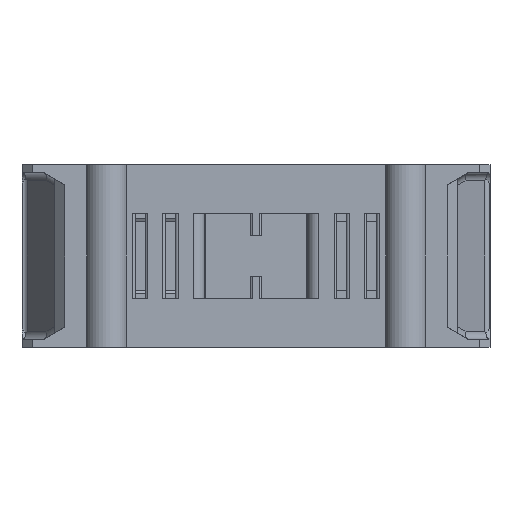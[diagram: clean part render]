
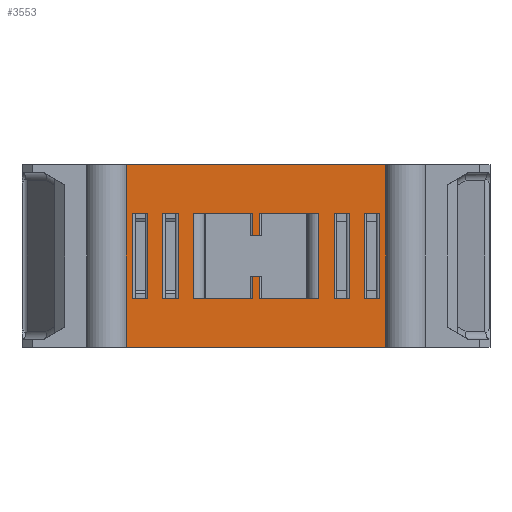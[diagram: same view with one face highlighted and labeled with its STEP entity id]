
A CAD part, front view. The second image highlights one B-rep face of the part: STEP entity #3553.
In plain terms, the highlighted planar face has unit normal (0, -1, 0).
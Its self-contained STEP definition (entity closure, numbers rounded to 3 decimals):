
#398=FACE_BOUND('',#5395,.T.);
#399=FACE_BOUND('',#5396,.T.);
#400=FACE_BOUND('',#5397,.T.);
#401=FACE_BOUND('',#5398,.T.);
#402=FACE_BOUND('',#5399,.T.);
#403=FACE_BOUND('',#5400,.T.);
#752=LINE('',#18901,#2211);
#875=LINE('',#19265,#2334);
#892=LINE('',#19316,#2351);
#915=LINE('',#19379,#2374);
#938=LINE('',#19443,#2398);
#939=LINE('',#19446,#2399);
#940=LINE('',#19447,#2400);
#941=LINE('',#19448,#2401);
#942=LINE('',#19451,#2402);
#943=LINE('',#19453,#2403);
#944=LINE('',#19455,#2404);
#945=LINE('',#19456,#2405);
#946=LINE('',#19459,#2406);
#947=LINE('',#19460,#2407);
#948=LINE('',#19461,#2408);
#949=LINE('',#19464,#2409);
#950=LINE('',#19466,#2410);
#951=LINE('',#19468,#2411);
#952=LINE('',#19470,#2412);
#953=LINE('',#19472,#2413);
#954=LINE('',#19473,#2414);
#955=LINE('',#19475,#2415);
#956=LINE('',#19477,#2416);
#957=LINE('',#19479,#2417);
#958=LINE('',#19481,#2418);
#959=LINE('',#19482,#2419);
#960=LINE('',#19485,#2420);
#961=LINE('',#19487,#2421);
#962=LINE('',#19489,#2422);
#963=LINE('',#19490,#2423);
#964=LINE('',#19492,#2424);
#965=LINE('',#19494,#2425);
#2211=VECTOR('',#14992,1.);
#2334=VECTOR('',#15253,1.);
#2351=VECTOR('',#15292,1.);
#2374=VECTOR('',#15339,1.);
#2398=VECTOR('',#15379,1.);
#2399=VECTOR('',#15380,1.);
#2400=VECTOR('',#15381,1.);
#2401=VECTOR('',#15382,1.);
#2402=VECTOR('',#15383,1.);
#2403=VECTOR('',#15384,1.);
#2404=VECTOR('',#15385,1.);
#2405=VECTOR('',#15386,1.);
#2406=VECTOR('',#15387,1.);
#2407=VECTOR('',#15388,1.);
#2408=VECTOR('',#15389,1.);
#2409=VECTOR('',#15390,1.);
#2410=VECTOR('',#15391,1.);
#2411=VECTOR('',#15392,1.);
#2412=VECTOR('',#15393,1.);
#2413=VECTOR('',#15394,1.);
#2414=VECTOR('',#15395,1.);
#2415=VECTOR('',#15396,1.);
#2416=VECTOR('',#15397,1.);
#2417=VECTOR('',#15398,1.);
#2418=VECTOR('',#15399,1.);
#2419=VECTOR('',#15400,1.);
#2420=VECTOR('',#15401,1.);
#2421=VECTOR('',#15402,1.);
#2422=VECTOR('',#15403,1.);
#2423=VECTOR('',#15404,1.);
#2424=VECTOR('',#15405,1.);
#2425=VECTOR('',#15406,1.);
#3553=ADVANCED_FACE('',(#398,#399,#400,#401,#402,#403),#4251,.T.);
#4251=PLANE('',#13666);
#5395=EDGE_LOOP('',(#6612,#6613,#6614,#6615));
#5396=EDGE_LOOP('',(#6616,#6617,#6618,#6619));
#5397=EDGE_LOOP('',(#6620,#6621,#6622,#6623));
#5398=EDGE_LOOP('',(#6624,#6625,#6626,#6627,#6628,#6629,#6630,#6631,#6632,
#6633,#6634,#6635));
#5399=EDGE_LOOP('',(#6636,#6637,#6638,#6639));
#5400=EDGE_LOOP('',(#6640,#6641,#6642,#6643));
#6612=ORIENTED_EDGE('',*,*,#11723,.F.);
#6613=ORIENTED_EDGE('',*,*,#11724,.F.);
#6614=ORIENTED_EDGE('',*,*,#11455,.T.);
#6615=ORIENTED_EDGE('',*,*,#11725,.F.);
#6616=ORIENTED_EDGE('',*,*,#11726,.T.);
#6617=ORIENTED_EDGE('',*,*,#11727,.T.);
#6618=ORIENTED_EDGE('',*,*,#11728,.F.);
#6619=ORIENTED_EDGE('',*,*,#11729,.T.);
#6620=ORIENTED_EDGE('',*,*,#11730,.T.);
#6621=ORIENTED_EDGE('',*,*,#11731,.T.);
#6622=ORIENTED_EDGE('',*,*,#11697,.F.);
#6623=ORIENTED_EDGE('',*,*,#11732,.T.);
#6624=ORIENTED_EDGE('',*,*,#11733,.T.);
#6625=ORIENTED_EDGE('',*,*,#11734,.F.);
#6626=ORIENTED_EDGE('',*,*,#11735,.F.);
#6627=ORIENTED_EDGE('',*,*,#11736,.T.);
#6628=ORIENTED_EDGE('',*,*,#11737,.T.);
#6629=ORIENTED_EDGE('',*,*,#11738,.F.);
#6630=ORIENTED_EDGE('',*,*,#11641,.F.);
#6631=ORIENTED_EDGE('',*,*,#11739,.T.);
#6632=ORIENTED_EDGE('',*,*,#11740,.T.);
#6633=ORIENTED_EDGE('',*,*,#11741,.T.);
#6634=ORIENTED_EDGE('',*,*,#11742,.F.);
#6635=ORIENTED_EDGE('',*,*,#11743,.F.);
#6636=ORIENTED_EDGE('',*,*,#11744,.T.);
#6637=ORIENTED_EDGE('',*,*,#11745,.T.);
#6638=ORIENTED_EDGE('',*,*,#11746,.F.);
#6639=ORIENTED_EDGE('',*,*,#11747,.T.);
#6640=ORIENTED_EDGE('',*,*,#11748,.T.);
#6641=ORIENTED_EDGE('',*,*,#11749,.T.);
#6642=ORIENTED_EDGE('',*,*,#11750,.T.);
#6643=ORIENTED_EDGE('',*,*,#11666,.F.);
#10167=VERTEX_POINT('',#18900);
#10168=VERTEX_POINT('',#18902);
#10339=VERTEX_POINT('',#19264);
#10340=VERTEX_POINT('',#19266);
#10362=VERTEX_POINT('',#19315);
#10363=VERTEX_POINT('',#19317);
#10390=VERTEX_POINT('',#19378);
#10391=VERTEX_POINT('',#19380);
#10410=VERTEX_POINT('',#19444);
#10411=VERTEX_POINT('',#19445);
#10412=VERTEX_POINT('',#19449);
#10413=VERTEX_POINT('',#19450);
#10414=VERTEX_POINT('',#19452);
#10415=VERTEX_POINT('',#19454);
#10416=VERTEX_POINT('',#19457);
#10417=VERTEX_POINT('',#19458);
#10418=VERTEX_POINT('',#19462);
#10419=VERTEX_POINT('',#19463);
#10420=VERTEX_POINT('',#19465);
#10421=VERTEX_POINT('',#19467);
#10422=VERTEX_POINT('',#19469);
#10423=VERTEX_POINT('',#19471);
#10424=VERTEX_POINT('',#19474);
#10425=VERTEX_POINT('',#19476);
#10426=VERTEX_POINT('',#19478);
#10427=VERTEX_POINT('',#19480);
#10428=VERTEX_POINT('',#19483);
#10429=VERTEX_POINT('',#19484);
#10430=VERTEX_POINT('',#19486);
#10431=VERTEX_POINT('',#19488);
#10432=VERTEX_POINT('',#19491);
#10433=VERTEX_POINT('',#19493);
#11455=EDGE_CURVE('',#10168,#10167,#752,.T.);
#11641=EDGE_CURVE('',#10339,#10340,#875,.T.);
#11666=EDGE_CURVE('',#10362,#10363,#892,.T.);
#11697=EDGE_CURVE('',#10390,#10391,#915,.T.);
#11723=EDGE_CURVE('',#10410,#10411,#938,.T.);
#11724=EDGE_CURVE('',#10168,#10410,#939,.T.);
#11725=EDGE_CURVE('',#10411,#10167,#940,.T.);
#11726=EDGE_CURVE('',#10412,#10413,#941,.T.);
#11727=EDGE_CURVE('',#10413,#10414,#942,.T.);
#11728=EDGE_CURVE('',#10415,#10414,#943,.T.);
#11729=EDGE_CURVE('',#10415,#10412,#944,.T.);
#11730=EDGE_CURVE('',#10416,#10417,#945,.T.);
#11731=EDGE_CURVE('',#10417,#10391,#946,.T.);
#11732=EDGE_CURVE('',#10390,#10416,#947,.T.);
#11733=EDGE_CURVE('',#10418,#10419,#948,.T.);
#11734=EDGE_CURVE('',#10420,#10419,#949,.T.);
#11735=EDGE_CURVE('',#10421,#10420,#950,.T.);
#11736=EDGE_CURVE('',#10421,#10422,#951,.T.);
#11737=EDGE_CURVE('',#10422,#10423,#952,.T.);
#11738=EDGE_CURVE('',#10340,#10423,#953,.T.);
#11739=EDGE_CURVE('',#10339,#10424,#954,.T.);
#11740=EDGE_CURVE('',#10424,#10425,#955,.T.);
#11741=EDGE_CURVE('',#10425,#10426,#956,.T.);
#11742=EDGE_CURVE('',#10427,#10426,#957,.T.);
#11743=EDGE_CURVE('',#10418,#10427,#958,.T.);
#11744=EDGE_CURVE('',#10428,#10429,#959,.T.);
#11745=EDGE_CURVE('',#10429,#10430,#960,.T.);
#11746=EDGE_CURVE('',#10431,#10430,#961,.T.);
#11747=EDGE_CURVE('',#10431,#10428,#962,.T.);
#11748=EDGE_CURVE('',#10362,#10432,#963,.T.);
#11749=EDGE_CURVE('',#10432,#10433,#964,.T.);
#11750=EDGE_CURVE('',#10433,#10363,#965,.T.);
#13666=AXIS2_PLACEMENT_3D('',#19495,#15407,#15408);
#14992=DIRECTION('',(1.,0.,0.));
#15253=DIRECTION('',(1.,0.,0.));
#15292=DIRECTION('',(1.,0.,0.));
#15339=DIRECTION('',(1.,0.,0.));
#15379=DIRECTION('',(1.,0.,0.));
#15380=DIRECTION('',(0.,0.,1.));
#15381=DIRECTION('',(0.,0.,-1.));
#15382=DIRECTION('',(1.,0.,0.));
#15383=DIRECTION('',(0.,0.,-1.));
#15384=DIRECTION('',(1.,0.,0.));
#15385=DIRECTION('',(0.,0.,1.));
#15386=DIRECTION('',(1.,0.,0.));
#15387=DIRECTION('',(0.,0.,-1.));
#15388=DIRECTION('',(0.,0.,1.));
#15389=DIRECTION('',(1.,0.,0.));
#15390=DIRECTION('',(0.,0.,1.));
#15391=DIRECTION('',(1.,0.,0.));
#15392=DIRECTION('',(0.,0.,1.));
#15393=DIRECTION('',(-1.,0.,0.));
#15394=DIRECTION('',(0.,0.,1.));
#15395=DIRECTION('',(0.,0.,1.));
#15396=DIRECTION('',(1.,0.,0.));
#15397=DIRECTION('',(0.,0.,-1.));
#15398=DIRECTION('',(-1.,0.,0.));
#15399=DIRECTION('',(0.,0.,-1.));
#15400=DIRECTION('',(1.,0.,0.));
#15401=DIRECTION('',(0.,0.,-1.));
#15402=DIRECTION('',(1.,0.,0.));
#15403=DIRECTION('',(0.,0.,1.));
#15404=DIRECTION('',(0.,0.,1.));
#15405=DIRECTION('',(1.,0.,0.));
#15406=DIRECTION('',(0.,0.,-1.));
#15407=DIRECTION('',(0.,-1.,0.));
#15408=DIRECTION('',(0.,0.,-1.));
#18900=CARTESIAN_POINT('',(25.827,-103.3,0.));
#18901=CARTESIAN_POINT('',(0.,-103.3,0.));
#18902=CARTESIAN_POINT('',(-25.827,-103.3,0.));
#19264=CARTESIAN_POINT('',(-12.5,-103.3,9.65));
#19265=CARTESIAN_POINT('',(0.,-103.3,9.65));
#19266=CARTESIAN_POINT('',(-0.75,-103.3,9.65));
#19315=CARTESIAN_POINT('',(21.5,-103.3,9.65));
#19316=CARTESIAN_POINT('',(23.,-103.3,9.65));
#19317=CARTESIAN_POINT('',(24.5,-103.3,9.65));
#19378=CARTESIAN_POINT('',(-18.5,-103.3,9.65));
#19379=CARTESIAN_POINT('',(-17.,-103.3,9.65));
#19380=CARTESIAN_POINT('',(-15.5,-103.3,9.65));
#19443=CARTESIAN_POINT('',(0.,-103.3,36.3));
#19444=CARTESIAN_POINT('',(-25.827,-103.3,36.3));
#19445=CARTESIAN_POINT('',(25.827,-103.3,36.3));
#19446=CARTESIAN_POINT('',(-25.827,-103.3,0.));
#19447=CARTESIAN_POINT('',(25.827,-103.3,0.));
#19448=CARTESIAN_POINT('',(-23.,-103.3,26.65));
#19449=CARTESIAN_POINT('',(-24.5,-103.3,26.65));
#19450=CARTESIAN_POINT('',(-21.5,-103.3,26.65));
#19451=CARTESIAN_POINT('',(-21.5,-103.3,9.65));
#19452=CARTESIAN_POINT('',(-21.5,-103.3,9.65));
#19453=CARTESIAN_POINT('',(-23.,-103.3,9.65));
#19454=CARTESIAN_POINT('',(-24.5,-103.3,9.65));
#19455=CARTESIAN_POINT('',(-24.5,-103.3,0.));
#19456=CARTESIAN_POINT('',(-17.,-103.3,26.65));
#19457=CARTESIAN_POINT('',(-18.5,-103.3,26.65));
#19458=CARTESIAN_POINT('',(-15.5,-103.3,26.65));
#19459=CARTESIAN_POINT('',(-15.5,-103.3,9.65));
#19460=CARTESIAN_POINT('',(-18.5,-103.3,0.));
#19461=CARTESIAN_POINT('',(0.,-103.3,26.65));
#19462=CARTESIAN_POINT('',(0.75,-103.3,26.65));
#19463=CARTESIAN_POINT('',(12.5,-103.3,26.65));
#19464=CARTESIAN_POINT('',(12.5,-103.3,9.65));
#19465=CARTESIAN_POINT('',(12.5,-103.3,9.65));
#19466=CARTESIAN_POINT('',(0.,-103.3,9.65));
#19467=CARTESIAN_POINT('',(0.75,-103.3,9.65));
#19468=CARTESIAN_POINT('',(0.75,-103.3,0.));
#19469=CARTESIAN_POINT('',(0.75,-103.3,14.15));
#19470=CARTESIAN_POINT('',(0.,-103.3,14.15));
#19471=CARTESIAN_POINT('',(-0.75,-103.3,14.15));
#19472=CARTESIAN_POINT('',(-0.75,-103.3,0.));
#19473=CARTESIAN_POINT('',(-12.5,-103.3,9.65));
#19474=CARTESIAN_POINT('',(-12.5,-103.3,26.65));
#19475=CARTESIAN_POINT('',(0.,-103.3,26.65));
#19476=CARTESIAN_POINT('',(-0.75,-103.3,26.65));
#19477=CARTESIAN_POINT('',(-0.75,-103.3,36.3));
#19478=CARTESIAN_POINT('',(-0.75,-103.3,22.15));
#19479=CARTESIAN_POINT('',(0.,-103.3,22.15));
#19480=CARTESIAN_POINT('',(0.75,-103.3,22.15));
#19481=CARTESIAN_POINT('',(0.75,-103.3,36.3));
#19482=CARTESIAN_POINT('',(17.,-103.3,26.65));
#19483=CARTESIAN_POINT('',(15.5,-103.3,26.65));
#19484=CARTESIAN_POINT('',(18.5,-103.3,26.65));
#19485=CARTESIAN_POINT('',(18.5,-103.3,9.65));
#19486=CARTESIAN_POINT('',(18.5,-103.3,9.65));
#19487=CARTESIAN_POINT('',(17.,-103.3,9.65));
#19488=CARTESIAN_POINT('',(15.5,-103.3,9.65));
#19489=CARTESIAN_POINT('',(15.5,-103.3,0.));
#19490=CARTESIAN_POINT('',(21.5,-103.3,0.));
#19491=CARTESIAN_POINT('',(21.5,-103.3,26.65));
#19492=CARTESIAN_POINT('',(23.,-103.3,26.65));
#19493=CARTESIAN_POINT('',(24.5,-103.3,26.65));
#19494=CARTESIAN_POINT('',(24.5,-103.3,9.65));
#19495=CARTESIAN_POINT('',(0.,-103.3,0.));
